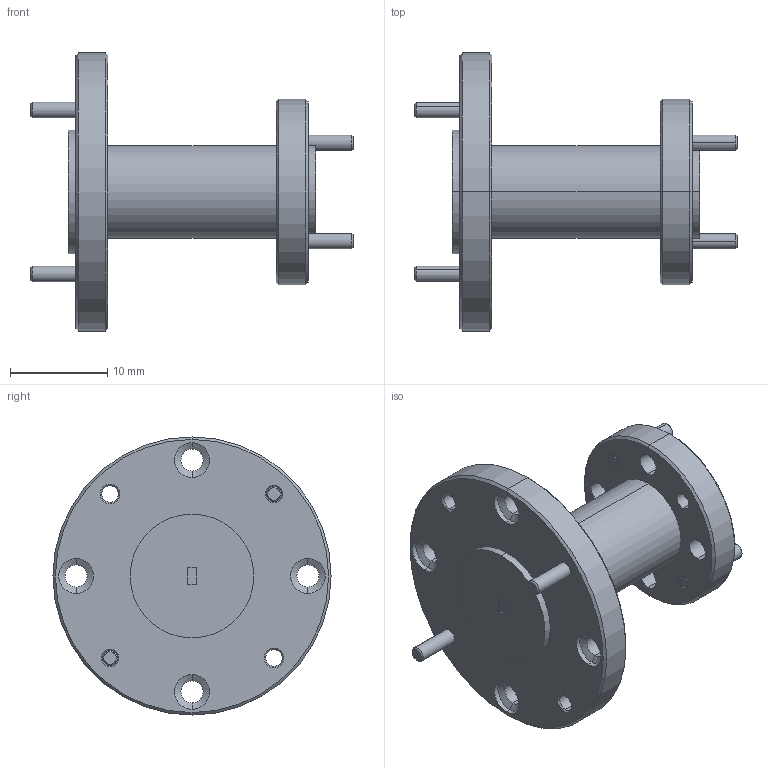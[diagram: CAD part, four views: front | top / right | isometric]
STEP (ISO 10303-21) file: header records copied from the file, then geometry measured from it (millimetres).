
FILE_DESCRIPTION (( 'STEP AP203' ), '1' );
FILE_NAME ('SWR-387383-06-S1.STEP', '2018-11-09T18:27:29', ( '' ), ( '' ), 'SwSTEP 2.0', 'SolidWorks 2016', '' );
FILE_SCHEMA (( 'CONFIG_CONTROL_DESIGN' ));
Length unit declared in the file: inch
Products named in the file (1): SWR-387383-06-S1
Bounding box: 33.15 x 28.57 x 28.57 mm (x, y, z)
Volume: 4304.2 mm3; surface area: 3131.1 mm2
Topology: 5 solids, 5 shells, 142 faces, 310 edges, 188 vertices
Faces by surface type: cylinder 66, cone 48, plane 28
Entity records: 4033 total; most frequent: DIRECTION 768, CARTESIAN_POINT 641, ORIENTED_EDGE 620, AXIS2_PLACEMENT_3D 315, EDGE_CURVE 310, VERTEX_POINT 188, EDGE_LOOP 184, CIRCLE 172
